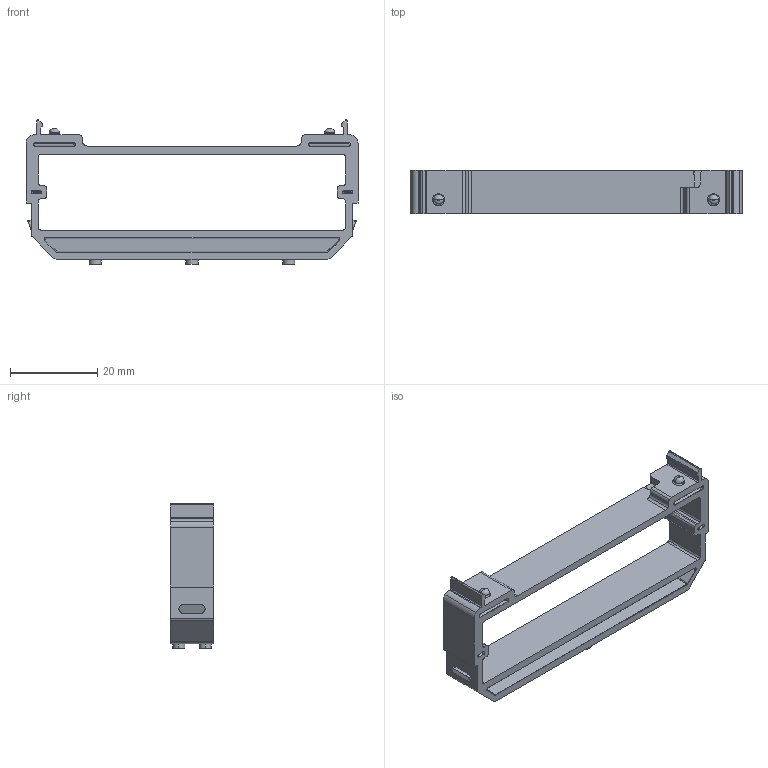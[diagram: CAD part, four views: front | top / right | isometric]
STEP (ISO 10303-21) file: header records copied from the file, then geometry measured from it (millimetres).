
FILE_DESCRIPTION (( 'STEP AP214' ), '1' );
FILE_NAME ('PLASTIC-SHELF-v10.STEP', '2022-03-31T15:04:20', ( '' ), ( '' ), 'SwSTEP 2.0', 'SolidWorks 2021', '' );
FILE_SCHEMA (( 'AUTOMOTIVE_DESIGN' ));
Length unit declared in the file: millimetre
Products named in the file (1): PLASTIC-SHELF-v10
Bounding box: 76.01 x 10 x 33.05 mm (x, y, z)
Volume: 6008.9 mm3; surface area: 7008.1 mm2
Topology: 1 solids, 1 shells, 336 faces, 853 edges, 535 vertices
Faces by surface type: cylinder 136, plane 127, cone 65, torus 8
Entity records: 10151 total; most frequent: DIRECTION 1859, CARTESIAN_POINT 1763, ORIENTED_EDGE 1706, EDGE_CURVE 853, AXIS2_PLACEMENT_3D 682, VERTEX_POINT 535, VECTOR 495, LINE 495
